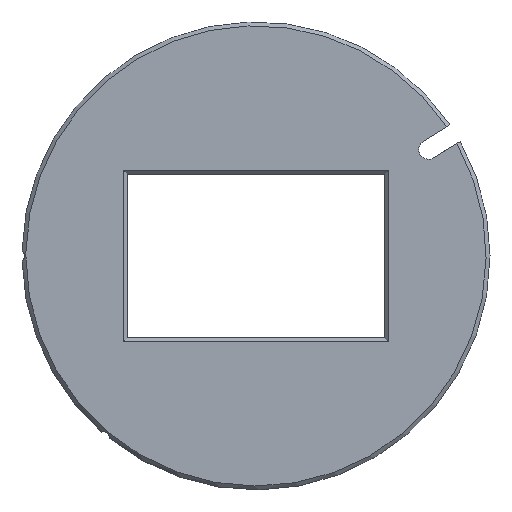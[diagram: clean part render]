
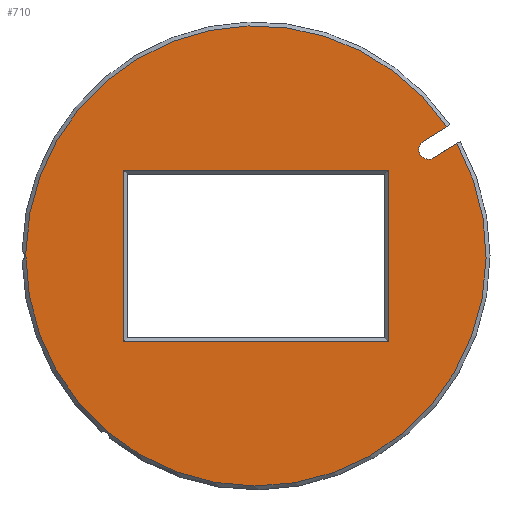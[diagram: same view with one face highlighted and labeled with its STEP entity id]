
A CAD part, top view. The second image highlights one B-rep face of the part: STEP entity #710.
In plain terms, the highlighted planar face has unit normal (0, 0, 1).
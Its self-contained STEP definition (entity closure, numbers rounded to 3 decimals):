
#582=CARTESIAN_POINT('',(17.,160.999,2.));
#583=VERTEX_POINT('',#582);
#592=CARTESIAN_POINT('',(-17.,160.999,2.));
#593=VERTEX_POINT('',#592);
#594=CARTESIAN_POINT('',(-17.,160.999,2.));
#595=DIRECTION('',(1.,0.,0.));
#596=VECTOR('',#595,34.);
#597=LINE('',#594,#596);
#598=EDGE_CURVE('',#593,#583,#597,.T.);
#617=CARTESIAN_POINT('',(0.,150.,2.));
#618=DIRECTION('',(0.,0.,-1.));
#619=DIRECTION('',(-1.,0.,0.));
#620=AXIS2_PLACEMENT_3D('',#617,#618,#619);
#621=PLANE('',#620);
#622=CARTESIAN_POINT('',(22.78,162.57,2.));
#623=VERTEX_POINT('',#622);
#624=CARTESIAN_POINT('',(25.747,164.398,2.));
#625=VERTEX_POINT('',#624);
#626=CARTESIAN_POINT('',(22.78,162.57,2.));
#627=DIRECTION('',(0.851,0.525,0.));
#628=VECTOR('',#627,3.486);
#629=LINE('',#626,#628);
#630=EDGE_CURVE('',#623,#625,#629,.T.);
#631=ORIENTED_EDGE('',*,*,#630,.F.);
#632=CARTESIAN_POINT('',(20.874,163.623,2.));
#633=VERTEX_POINT('',#632);
#634=CARTESIAN_POINT('',(22.124,163.634,2.));
#635=DIRECTION('',(0.,0.,-1.));
#636=DIRECTION('',(-1.,0.,0.));
#637=AXIS2_PLACEMENT_3D('',#634,#635,#636);
#638=CIRCLE('',#637,1.25);
#639=EDGE_CURVE('',#623,#633,#638,.T.);
#640=ORIENTED_EDGE('',*,*,#639,.T.);
#641=CARTESIAN_POINT('',(21.468,164.698,2.));
#642=VERTEX_POINT('',#641);
#643=CARTESIAN_POINT('',(22.124,163.634,2.));
#644=DIRECTION('',(0.,0.,-1.));
#645=DIRECTION('',(-1.,0.,0.));
#646=AXIS2_PLACEMENT_3D('',#643,#644,#645);
#647=CIRCLE('',#646,1.25);
#648=EDGE_CURVE('',#633,#642,#647,.T.);
#649=ORIENTED_EDGE('',*,*,#648,.T.);
#650=CARTESIAN_POINT('',(24.435,166.527,2.));
#651=VERTEX_POINT('',#650);
#652=CARTESIAN_POINT('',(24.435,166.527,2.));
#653=DIRECTION('',(-0.851,-0.525,0.));
#654=VECTOR('',#653,3.486);
#655=LINE('',#652,#654);
#656=EDGE_CURVE('',#651,#642,#655,.T.);
#657=ORIENTED_EDGE('',*,*,#656,.F.);
#658=CARTESIAN_POINT('',(-29.494,150.592,2.));
#659=VERTEX_POINT('',#658);
#660=CARTESIAN_POINT('',(0.,149.999,2.));
#661=DIRECTION('',(-0.,-0.,1.));
#662=DIRECTION('',(-1.,0.,0.));
#663=AXIS2_PLACEMENT_3D('',#660,#661,#662);
#664=CIRCLE('',#663,29.5);
#665=EDGE_CURVE('',#651,#659,#664,.T.);
#666=ORIENTED_EDGE('',*,*,#665,.T.);
#667=CARTESIAN_POINT('',(-29.5,149.999,2.));
#668=VERTEX_POINT('',#667);
#669=CARTESIAN_POINT('',(0.,149.999,2.));
#670=DIRECTION('',(-0.,-0.,1.));
#671=DIRECTION('',(-1.,0.,0.));
#672=AXIS2_PLACEMENT_3D('',#669,#670,#671);
#673=CIRCLE('',#672,29.5);
#674=EDGE_CURVE('',#659,#668,#673,.T.);
#675=ORIENTED_EDGE('',*,*,#674,.T.);
#676=CARTESIAN_POINT('',(0.,149.999,2.));
#677=DIRECTION('',(-0.,-0.,1.));
#678=DIRECTION('',(-1.,0.,0.));
#679=AXIS2_PLACEMENT_3D('',#676,#677,#678);
#680=CIRCLE('',#679,29.5);
#681=EDGE_CURVE('',#668,#625,#680,.T.);
#682=ORIENTED_EDGE('',*,*,#681,.T.);
#683=EDGE_LOOP('',(#631,#640,#649,#657,#666,#675,#682));
#684=FACE_BOUND('',#683,.T.);
#685=ORIENTED_EDGE('',*,*,#598,.T.);
#686=CARTESIAN_POINT('',(17.,138.999,2.));
#687=VERTEX_POINT('',#686);
#688=CARTESIAN_POINT('',(17.,160.999,2.));
#689=DIRECTION('',(0.,-1.,0.));
#690=VECTOR('',#689,22.);
#691=LINE('',#688,#690);
#692=EDGE_CURVE('',#583,#687,#691,.T.);
#693=ORIENTED_EDGE('',*,*,#692,.T.);
#694=CARTESIAN_POINT('',(-17.,138.999,2.));
#695=VERTEX_POINT('',#694);
#696=CARTESIAN_POINT('',(17.,138.999,2.));
#697=DIRECTION('',(-1.,-0.,0.));
#698=VECTOR('',#697,34.);
#699=LINE('',#696,#698);
#700=EDGE_CURVE('',#687,#695,#699,.T.);
#701=ORIENTED_EDGE('',*,*,#700,.T.);
#702=CARTESIAN_POINT('',(-17.,138.999,2.));
#703=DIRECTION('',(0.,1.,0.));
#704=VECTOR('',#703,22.);
#705=LINE('',#702,#704);
#706=EDGE_CURVE('',#695,#593,#705,.T.);
#707=ORIENTED_EDGE('',*,*,#706,.T.);
#708=EDGE_LOOP('',(#685,#693,#701,#707));
#709=FACE_BOUND('',#708,.T.);
#710=ADVANCED_FACE('',(#684,#709),#621,.F.);
